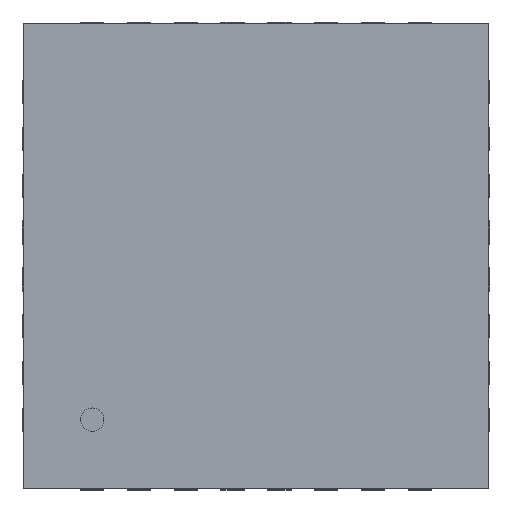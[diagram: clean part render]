
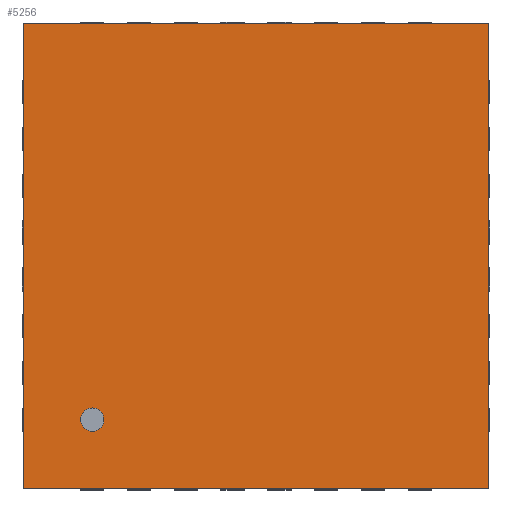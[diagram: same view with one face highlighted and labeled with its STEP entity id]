
A CAD part, top view. The second image highlights one B-rep face of the part: STEP entity #5256.
In plain terms, the highlighted planar face has unit normal (0, 0, 1).
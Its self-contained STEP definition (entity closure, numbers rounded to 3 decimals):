
#1292 = EDGE_CURVE('',#1293,#1295,#1297,.T.);
#1293 = VERTEX_POINT('',#1294);
#1294 = CARTESIAN_POINT('',(-2.488,-2.488,1.025));
#1295 = VERTEX_POINT('',#1296);
#1296 = CARTESIAN_POINT('',(-2.488,2.488,1.025));
#1297 = LINE('',#1298,#1299);
#1298 = CARTESIAN_POINT('',(-2.488,-2.488,1.025));
#1299 = VECTOR('',#1300,1.);
#1300 = DIRECTION('',(0.,1.,0.));
#2293 = EDGE_CURVE('',#1295,#2294,#2296,.T.);
#2294 = VERTEX_POINT('',#2295);
#2295 = CARTESIAN_POINT('',(2.488,2.488,1.025));
#2296 = LINE('',#2297,#2298);
#2297 = CARTESIAN_POINT('',(-2.488,2.488,1.025));
#2298 = VECTOR('',#2299,1.);
#2299 = DIRECTION('',(1.,0.,0.));
#3283 = EDGE_CURVE('',#3284,#2294,#3286,.T.);
#3284 = VERTEX_POINT('',#3285);
#3285 = CARTESIAN_POINT('',(2.488,-2.488,1.025));
#3286 = LINE('',#3287,#3288);
#3287 = CARTESIAN_POINT('',(2.488,-2.488,1.025));
#3288 = VECTOR('',#3289,1.);
#3289 = DIRECTION('',(0.,1.,0.));
#4277 = EDGE_CURVE('',#1293,#3284,#4278,.T.);
#4278 = LINE('',#4279,#4280);
#4279 = CARTESIAN_POINT('',(-2.488,-2.488,1.025));
#4280 = VECTOR('',#4281,1.);
#4281 = DIRECTION('',(1.,0.,0.));
#5256 = ADVANCED_FACE('',(#5257,#5263),#5274,.T.);
#5257 = FACE_BOUND('',#5258,.T.);
#5258 = EDGE_LOOP('',(#5259,#5260,#5261,#5262));
#5259 = ORIENTED_EDGE('',*,*,#1292,.F.);
#5260 = ORIENTED_EDGE('',*,*,#4277,.T.);
#5261 = ORIENTED_EDGE('',*,*,#3283,.T.);
#5262 = ORIENTED_EDGE('',*,*,#2293,.F.);
#5263 = FACE_BOUND('',#5264,.T.);
#5264 = EDGE_LOOP('',(#5265));
#5265 = ORIENTED_EDGE('',*,*,#5266,.T.);
#5266 = EDGE_CURVE('',#5267,#5267,#5269,.T.);
#5267 = VERTEX_POINT('',#5268);
#5268 = CARTESIAN_POINT('',(-1.625,-1.75,1.025));
#5269 = CIRCLE('',#5270,0.125);
#5270 = AXIS2_PLACEMENT_3D('',#5271,#5272,#5273);
#5271 = CARTESIAN_POINT('',(-1.75,-1.75,1.025));
#5272 = DIRECTION('',(0.,0.,-1.));
#5273 = DIRECTION('',(1.,0.,0.));
#5274 = PLANE('',#5275);
#5275 = AXIS2_PLACEMENT_3D('',#5276,#5277,#5278);
#5276 = CARTESIAN_POINT('',(-2.488,-2.488,1.025));
#5277 = DIRECTION('',(0.,0.,1.));
#5278 = DIRECTION('',(1.,0.,0.));
